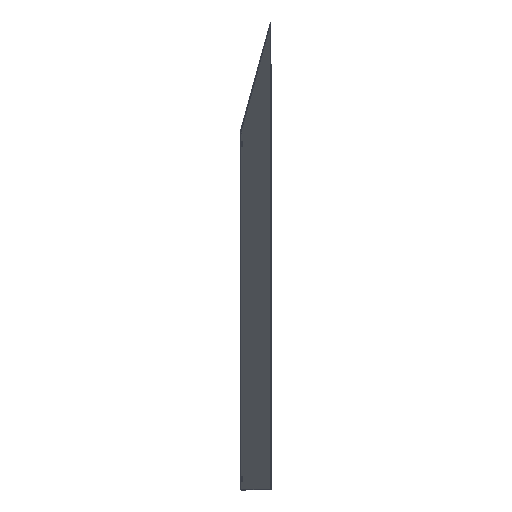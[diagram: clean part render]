
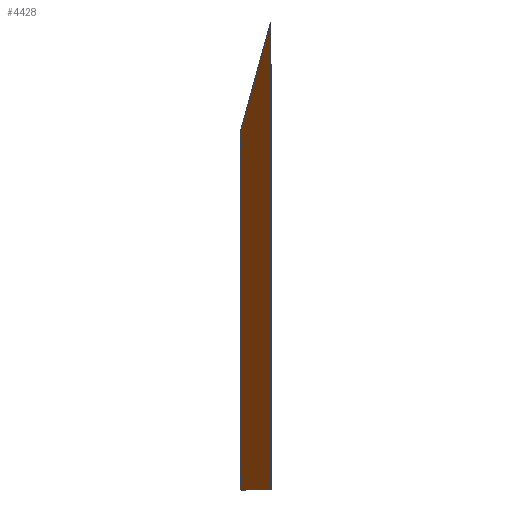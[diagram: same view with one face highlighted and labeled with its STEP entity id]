
A CAD part, left-side view. The second image highlights one B-rep face of the part: STEP entity #4428.
In plain terms, the highlighted face is planar.
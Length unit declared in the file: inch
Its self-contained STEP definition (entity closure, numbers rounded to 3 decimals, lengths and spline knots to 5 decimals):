
#312=LINE('',#6819,#785);
#318=LINE('',#6832,#791);
#321=LINE('',#6836,#794);
#322=LINE('',#6838,#795);
#785=VECTOR('',#5522,39.37008);
#791=VECTOR('',#5532,39.37008);
#794=VECTOR('',#5537,39.37008);
#795=VECTOR('',#5540,39.37008);
#1261=PLANE('',#5097);
#1494=FACE_BOUND('',#1844,.T.);
#1495=FACE_BOUND('',#1845,.T.);
#1581=FACE_OUTER_BOUND('',#1843,.T.);
#1843=EDGE_LOOP('',(#3267,#3268,#3269,#3270));
#1844=EDGE_LOOP('',(#3271));
#1845=EDGE_LOOP('',(#3272));
#2171=CIRCLE('',#5085,0.2655);
#2174=CIRCLE('',#5090,0.2655);
#2259=VERTEX_POINT('',#6801);
#2262=VERTEX_POINT('',#6809);
#2264=VERTEX_POINT('',#6815);
#2266=VERTEX_POINT('',#6818);
#2270=VERTEX_POINT('',#6830);
#2271=VERTEX_POINT('',#6831);
#2663=EDGE_CURVE('',#2259,#2259,#2171,.T.);
#2666=EDGE_CURVE('',#2262,#2262,#2174,.T.);
#2669=EDGE_CURVE('',#2266,#2264,#312,.T.);
#2675=EDGE_CURVE('',#2270,#2271,#318,.T.);
#2678=EDGE_CURVE('',#2266,#2270,#321,.T.);
#2679=EDGE_CURVE('',#2264,#2271,#322,.T.);
#3267=ORIENTED_EDGE('',*,*,#2678,.F.);
#3268=ORIENTED_EDGE('',*,*,#2669,.T.);
#3269=ORIENTED_EDGE('',*,*,#2679,.T.);
#3270=ORIENTED_EDGE('',*,*,#2675,.F.);
#3271=ORIENTED_EDGE('',*,*,#2663,.F.);
#3272=ORIENTED_EDGE('',*,*,#2666,.F.);
#4428=ADVANCED_FACE('',(#1581,#1494,#1495),#1261,.T.);
#5085=AXIS2_PLACEMENT_3D('',#6802,#5503,#5504);
#5090=AXIS2_PLACEMENT_3D('',#6810,#5513,#5514);
#5097=AXIS2_PLACEMENT_3D('',#6837,#5538,#5539);
#5503=DIRECTION('center_axis',(0.,0.,
1.));
#5504=DIRECTION('ref_axis',(1.,0.,0.));
#5513=DIRECTION('center_axis',(0.,0.,
1.));
#5514=DIRECTION('ref_axis',(1.,0.,0.));
#5522=DIRECTION('',(-1.,0.,0.));
#5532=DIRECTION('',(-0.72,-0.694,0.));
#5537=DIRECTION('',(0.,-1.,0.));
#5538=DIRECTION('center_axis',(0.,0.,
1.));
#5539=DIRECTION('ref_axis',(0.,1.,0.));
#5540=DIRECTION('',(0.,-1.,0.));
#6801=CARTESIAN_POINT('',(-52.05881,14.,0.5));
#6802=CARTESIAN_POINT('Origin',(-52.32431,14.,0.5));
#6809=CARTESIAN_POINT('',(-52.05881,52.75,0.5));
#6810=CARTESIAN_POINT('Origin',(-52.32431,52.75,0.5));
#6815=CARTESIAN_POINT('',(-64.85111,54.,0.5));
#6818=CARTESIAN_POINT('',(-51.76181,54.,0.5));
#6819=CARTESIAN_POINT('',(-58.30646,54.,0.5));
#6830=CARTESIAN_POINT('',(-51.76181,12.75,0.5));
#6831=CARTESIAN_POINT('',(-64.85111,0.12764,0.5));
#6832=CARTESIAN_POINT('',(-58.30646,6.43882,0.5));
#6836=CARTESIAN_POINT('',(-51.76181,33.375,0.5));
#6837=CARTESIAN_POINT('Origin',(-51.62945,26.,0.5));
#6838=CARTESIAN_POINT('',(-64.85111,27.06382,0.5));
